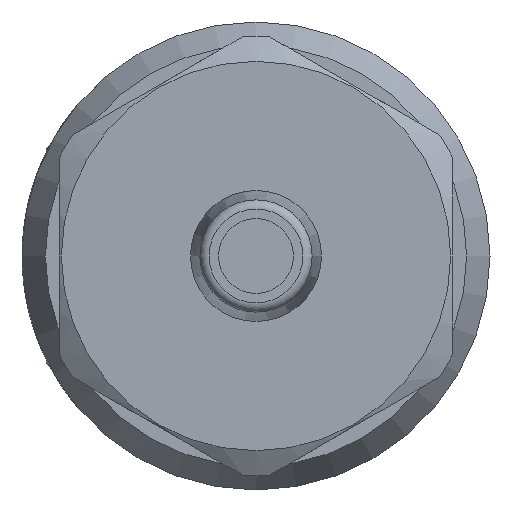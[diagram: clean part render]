
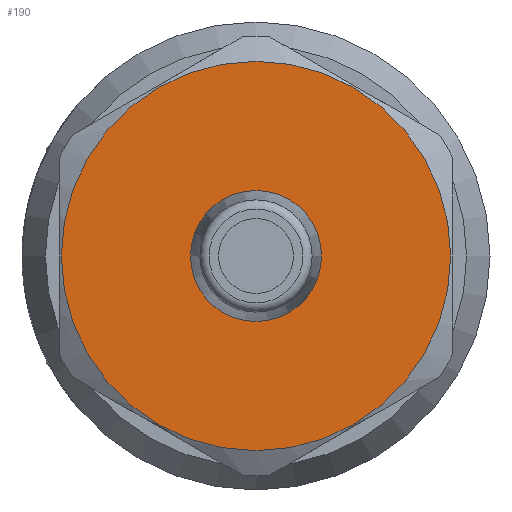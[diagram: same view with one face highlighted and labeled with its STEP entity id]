
A CAD part, left-side view. The second image highlights one B-rep face of the part: STEP entity #190.
In plain terms, the highlighted planar face has unit normal (-1, 0, 0).
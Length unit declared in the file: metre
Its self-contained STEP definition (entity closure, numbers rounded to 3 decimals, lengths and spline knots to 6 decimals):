
#190 = ADVANCED_FACE( 'NONE', ( #408, #409 ), #410, .T. );
#408 = FACE_OUTER_BOUND( '', #626, .T. );
#409 = FACE_BOUND( '', #627, .T. );
#410 = PLANE( '', #628 );
#626 = EDGE_LOOP( '', ( #1092 ) );
#627 = EDGE_LOOP( '', ( #1093 ) );
#628 = AXIS2_PLACEMENT_3D( '', #1094, #1095, #1096 );
#1092 = ORIENTED_EDGE( '', *, *, #1264, .T. );
#1093 = ORIENTED_EDGE( '', *, *, #1320, .F. );
#1094 = CARTESIAN_POINT( '', ( -0.0496, 0., -0.0035 ) );
#1095 = DIRECTION( '', ( -1., 0., 0. ) );
#1096 = DIRECTION( '', ( 0., 0., 1. ) );
#1264 = EDGE_CURVE( 'NONE', #1530, #1530, #1531, .T. );
#1320 = EDGE_CURVE( 'NONE', #1597, #1597, #1598, .T. );
#1530 = VERTEX_POINT( '', #2043 );
#1531 = CIRCLE( '', #2044, 0.0104 );
#1597 = VERTEX_POINT( '', #2156 );
#1598 = CIRCLE( '', #2157, 0.0035 );
#2043 = CARTESIAN_POINT( '', ( -0.0496, 0.0104, 0. ) );
#2044 = AXIS2_PLACEMENT_3D( '', #2314, #2315, #2316 );
#2156 = CARTESIAN_POINT( '', ( -0.0496, 0.0035, 0. ) );
#2157 = AXIS2_PLACEMENT_3D( '', #2354, #2355, #2356 );
#2314 = CARTESIAN_POINT( '', ( -0.0496, 0., 0. ) );
#2315 = DIRECTION( '', ( -1., 0., 0. ) );
#2316 = DIRECTION( '', ( 0., 1., 0. ) );
#2354 = CARTESIAN_POINT( '', ( -0.0496, 0., 0. ) );
#2355 = DIRECTION( '', ( -1., 0., 0. ) );
#2356 = DIRECTION( '', ( 0., 1., 0. ) );
